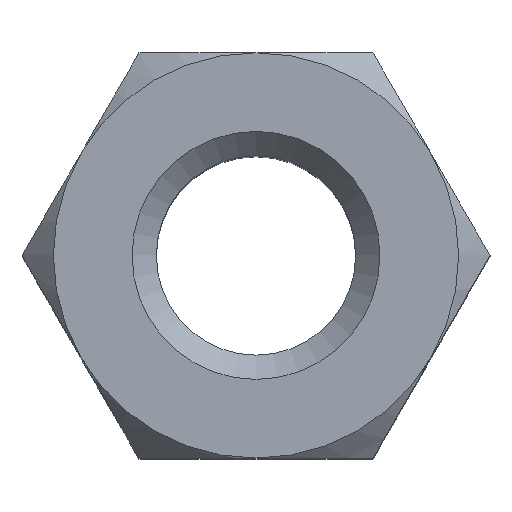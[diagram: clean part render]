
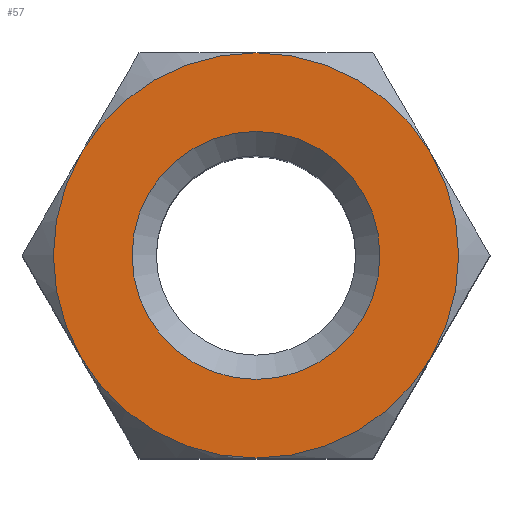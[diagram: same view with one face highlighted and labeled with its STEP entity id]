
A CAD part, top view. The second image highlights one B-rep face of the part: STEP entity #57.
In plain terms, the highlighted planar face has unit normal (0, 0, 1).
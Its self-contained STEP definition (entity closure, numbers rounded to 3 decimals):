
#57 = ADVANCED_FACE( '', ( #126, #127 ), #128, .T. );
#126 = FACE_BOUND( '', #207, .T. );
#127 = FACE_OUTER_BOUND( '', #208, .T. );
#128 = PLANE( '', #209 );
#207 = EDGE_LOOP( '', ( #308 ) );
#208 = EDGE_LOOP( '', ( #309, #310, #311, #312, #313, #314 ) );
#209 = AXIS2_PLACEMENT_3D( '', #315, #316, #317 );
#308 = ORIENTED_EDGE( '', *, *, #476, .T. );
#309 = ORIENTED_EDGE( '', *, *, #466, .F. );
#310 = ORIENTED_EDGE( '', *, *, #477, .F. );
#311 = ORIENTED_EDGE( '', *, *, #478, .F. );
#312 = ORIENTED_EDGE( '', *, *, #479, .T. );
#313 = ORIENTED_EDGE( '', *, *, #480, .F. );
#314 = ORIENTED_EDGE( '', *, *, #455, .F. );
#315 = CARTESIAN_POINT( '', ( 0., 0., 4. ) );
#316 = DIRECTION( '', ( 0., 0., 1. ) );
#317 = DIRECTION( '', ( 1., 0., 0. ) );
#455 = EDGE_CURVE( '', #526, #529, #530, .F. );
#466 = EDGE_CURVE( '', #545, #526, #548, .F. );
#476 = EDGE_CURVE( '', #563, #563, #564, .T. );
#477 = EDGE_CURVE( '', #565, #545, #566, .F. );
#478 = EDGE_CURVE( '', #567, #565, #568, .F. );
#479 = EDGE_CURVE( '', #567, #555, #569, .T. );
#480 = EDGE_CURVE( '', #529, #555, #570, .F. );
#526 = VERTEX_POINT( '', #635 );
#529 = VERTEX_POINT( '', #645 );
#530 = CIRCLE( '', #646, 2.5 );
#545 = VERTEX_POINT( '', #668 );
#548 = CIRCLE( '', #676, 2.5 );
#555 = VERTEX_POINT( '', #696 );
#563 = VERTEX_POINT( '', #722 );
#564 = CIRCLE( '', #723, 1.53 );
#565 = VERTEX_POINT( '', #724 );
#566 = CIRCLE( '', #725, 2.5 );
#567 = VERTEX_POINT( '', #726 );
#568 = CIRCLE( '', #727, 2.5 );
#569 = CIRCLE( '', #728, 2.5 );
#570 = CIRCLE( '', #729, 2.5 );
#635 = CARTESIAN_POINT( '', ( 0., -2.5, 4. ) );
#645 = CARTESIAN_POINT( '', ( -2.165, -1.25, 4. ) );
#646 = AXIS2_PLACEMENT_3D( '', #865, #866, #867 );
#668 = CARTESIAN_POINT( '', ( 2.165, -1.25, 4. ) );
#676 = AXIS2_PLACEMENT_3D( '', #886, #887, #888 );
#696 = CARTESIAN_POINT( '', ( -2.165, 1.25, 4. ) );
#722 = CARTESIAN_POINT( '', ( 0., 1.53, 4. ) );
#723 = AXIS2_PLACEMENT_3D( '', #891, #892, #893 );
#724 = CARTESIAN_POINT( '', ( 2.165, 1.25, 4. ) );
#725 = AXIS2_PLACEMENT_3D( '', #894, #895, #896 );
#726 = CARTESIAN_POINT( '', ( 0., 2.5, 4. ) );
#727 = AXIS2_PLACEMENT_3D( '', #897, #898, #899 );
#728 = AXIS2_PLACEMENT_3D( '', #900, #901, #902 );
#729 = AXIS2_PLACEMENT_3D( '', #903, #904, #905 );
#865 = CARTESIAN_POINT( '', ( 0., 0., 4. ) );
#866 = DIRECTION( '', ( 0., 0., 1. ) );
#867 = DIRECTION( '', ( 1., 0., 0. ) );
#886 = CARTESIAN_POINT( '', ( 0., 0., 4. ) );
#887 = DIRECTION( '', ( 0., 0., 1. ) );
#888 = DIRECTION( '', ( 1., 0., 0. ) );
#891 = CARTESIAN_POINT( '', ( 0., 0., 4. ) );
#892 = DIRECTION( '', ( 0., 0., -1. ) );
#893 = DIRECTION( '', ( 0., 1., 0. ) );
#894 = CARTESIAN_POINT( '', ( 0., 0., 4. ) );
#895 = DIRECTION( '', ( 0., 0., 1. ) );
#896 = DIRECTION( '', ( 1., 0., 0. ) );
#897 = CARTESIAN_POINT( '', ( 0., 0., 4. ) );
#898 = DIRECTION( '', ( 0., 0., 1. ) );
#899 = DIRECTION( '', ( 1., 0., 0. ) );
#900 = CARTESIAN_POINT( '', ( 0., 0., 4. ) );
#901 = DIRECTION( '', ( 0., 0., 1. ) );
#902 = DIRECTION( '', ( 1., 0., 0. ) );
#903 = CARTESIAN_POINT( '', ( 0., 0., 4. ) );
#904 = DIRECTION( '', ( 0., 0., 1. ) );
#905 = DIRECTION( '', ( 1., 0., 0. ) );
